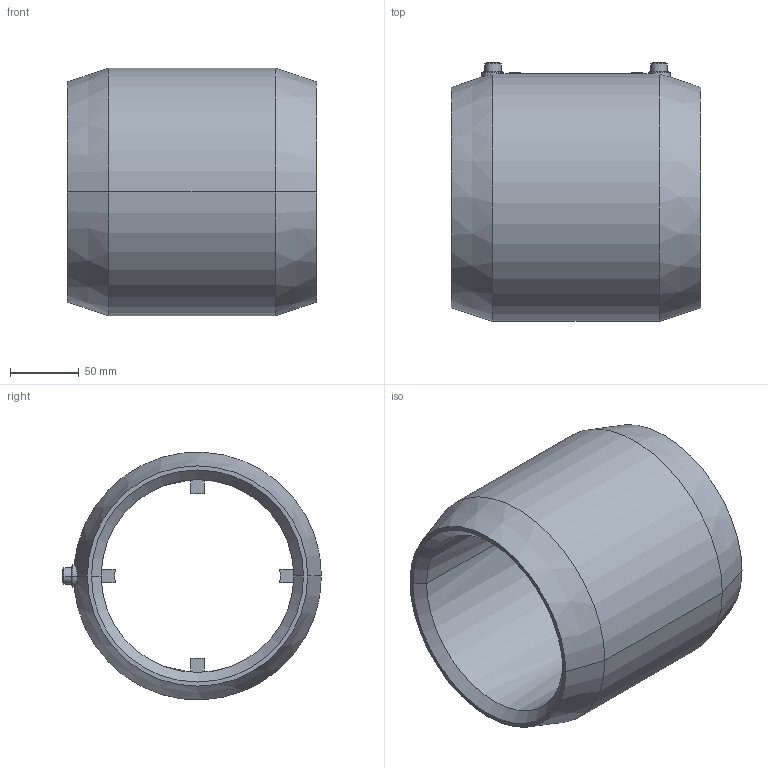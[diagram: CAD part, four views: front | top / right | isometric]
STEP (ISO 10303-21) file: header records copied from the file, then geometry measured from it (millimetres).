
FILE_DESCRIPTION( ( '' ), '1' );
FILE_NAME( 'AGRU_11173014011_PPR_grau_E-Muffe_140_SDR_11_10.stp', '2018-02-07T10:02:12', ( '' ), ( '' ), ' ', ' ', ' ' );
FILE_SCHEMA( ( 'automotive_design' ) );
Length unit declared in the file: millimetre
Products named in the file (1): 1
Bounding box: 181 x 188 x 179.82 mm (x, y, z)
Volume: 1636904.2 mm3; surface area: 190112.2 mm2
Topology: 1 solids, 1 shells, 74 faces, 170 edges, 104 vertices
Faces by surface type: cylinder 28, plane 26, cone 20
Entity records: 4462 total; most frequent: CARTESIAN_POINT 763, DIRECTION 382, STYLED_ITEM 349, PRESENTATION_STYLE_ASSIGNMENT 349, COLOUR_RGB 349, ORIENTED_EDGE 340, EDGE_CURVE 170, CURVE_STYLE 170
